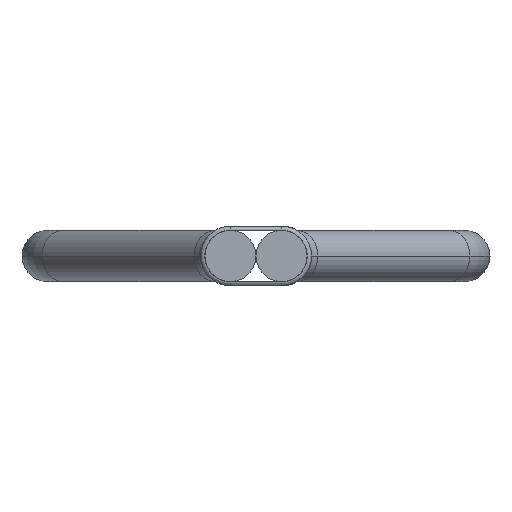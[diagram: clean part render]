
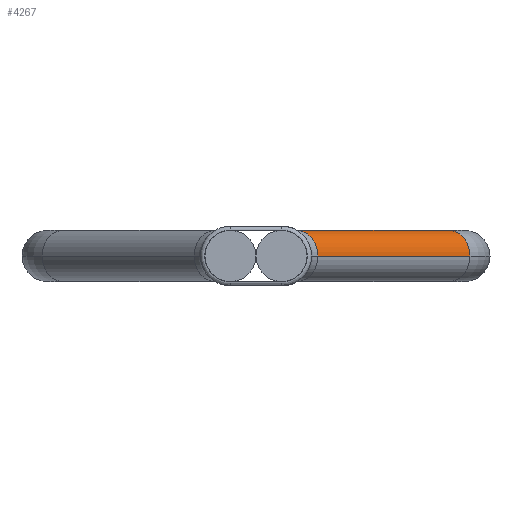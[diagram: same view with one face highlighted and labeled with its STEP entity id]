
A CAD part, front view. The second image highlights one B-rep face of the part: STEP entity #4267.
In plain terms, the highlighted cylindrical face has radius 6 mm (diameter 12 mm), a partial arc.
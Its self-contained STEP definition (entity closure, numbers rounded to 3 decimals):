
#47 = DIRECTION ( 'NONE',  ( 0.574, 0.819, 0. ) ) ;
#131 = EDGE_CURVE ( 'NONE', #7543, #1443, #3138, .T. ) ;
#330 = FACE_OUTER_BOUND ( 'NONE', #4817, .T. ) ;
#331 = CARTESIAN_POINT ( 'NONE',  ( 46.468, 259.686, 0. ) ) ;
#790 = VERTEX_POINT ( 'NONE', #2448 ) ;
#961 = CIRCLE ( 'NONE', #4501, 6. ) ;
#1443 = VERTEX_POINT ( 'NONE', #1492 ) ;
#1492 = CARTESIAN_POINT ( 'NONE',  ( 56.298, 252.803, 0. ) ) ;
#1558 = DIRECTION ( 'NONE',  ( -0.819, 0.574, 0. ) ) ;
#1775 = EDGE_CURVE ( 'NONE', #790, #7543, #961, .T. ) ;
#2073 = VECTOR ( 'NONE', #5551, 1000. ) ;
#2304 = CARTESIAN_POINT ( 'NONE',  ( 10.702, 208.607, 0. ) ) ;
#2448 = CARTESIAN_POINT ( 'NONE',  ( 10.702, 208.607, 0. ) ) ;
#2533 = CARTESIAN_POINT ( 'NONE',  ( 20.532, 201.724, 0. ) ) ;
#2563 = ORIENTED_EDGE ( 'NONE', *, *, #131, .T. ) ;
#2678 = AXIS2_PLACEMENT_3D ( 'NONE', #3405, #6398, #1558 ) ;
#3132 = AXIS2_PLACEMENT_3D ( 'NONE', #3736, #47, #4378 ) ;
#3138 = LINE ( 'NONE', #5322, #7588 ) ;
#3405 = CARTESIAN_POINT ( 'NONE',  ( 15.617, 205.166, 0. ) ) ;
#3736 = CARTESIAN_POINT ( 'NONE',  ( 51.383, 256.245, 0. ) ) ;
#3861 = VERTEX_POINT ( 'NONE', #331 ) ;
#3977 = EDGE_CURVE ( 'NONE', #790, #3861, #7592, .T. ) ;
#4267 = ADVANCED_FACE ( 'NONE', ( #330 ), #5068, .T. ) ;
#4378 = DIRECTION ( 'NONE',  ( 0., 0., 1. ) ) ;
#4501 = AXIS2_PLACEMENT_3D ( 'NONE', #5386, #5375, #5363 ) ;
#4533 = CIRCLE ( 'NONE', #3132, 6. ) ;
#4817 = EDGE_LOOP ( 'NONE', ( #6829, #2563, #7374, #6284 ) ) ;
#5068 = CYLINDRICAL_SURFACE ( 'NONE', #2678, 6. ) ;
#5174 = DIRECTION ( 'NONE',  ( 0.574, 0.819, 0. ) ) ;
#5322 = CARTESIAN_POINT ( 'NONE',  ( 20.532, 201.724, 0. ) ) ;
#5363 = DIRECTION ( 'NONE',  ( 0., 0., 1. ) ) ;
#5375 = DIRECTION ( 'NONE',  ( 0.574, 0.819, 0. ) ) ;
#5386 = CARTESIAN_POINT ( 'NONE',  ( 15.617, 205.166, 0. ) ) ;
#5551 = DIRECTION ( 'NONE',  ( 0.574, 0.819, 0. ) ) ;
#6284 = ORIENTED_EDGE ( 'NONE', *, *, #3977, .F. ) ;
#6398 = DIRECTION ( 'NONE',  ( 0.574, 0.819, 0. ) ) ;
#6829 = ORIENTED_EDGE ( 'NONE', *, *, #1775, .T. ) ;
#7374 = ORIENTED_EDGE ( 'NONE', *, *, #7503, .F. ) ;
#7503 = EDGE_CURVE ( 'NONE', #3861, #1443, #4533, .T. ) ;
#7543 = VERTEX_POINT ( 'NONE', #2533 ) ;
#7588 = VECTOR ( 'NONE', #5174, 1000. ) ;
#7592 = LINE ( 'NONE', #2304, #2073 ) ;
